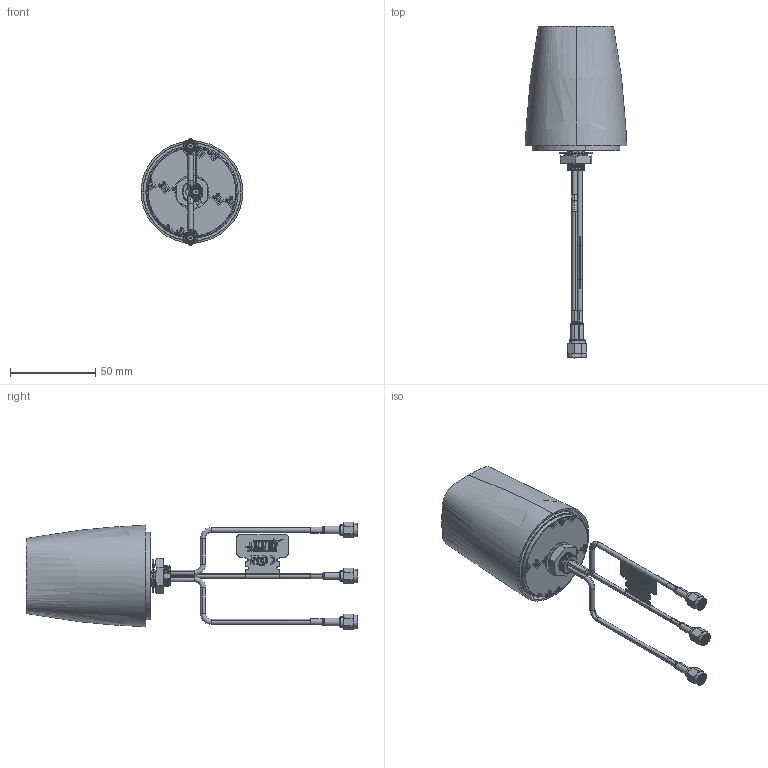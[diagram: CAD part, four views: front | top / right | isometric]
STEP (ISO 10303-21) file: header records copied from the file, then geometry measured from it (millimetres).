
FILE_DESCRIPTION (( 'STEP AP214' ), '1' );
FILE_NAME ('MA181.W.001_Web .STEP', '2024-09-24T01:54:24', ( '' ), ( '' ), 'SwSTEP 2.0', 'SolidWorks 2022', '' );
FILE_SCHEMA (( 'AUTOMOTIVE_DESIGN' ));
Length unit declared in the file: millimetre
Products named in the file (1): MA181.W.001_Web 
Bounding box: 59.37 x 194.2 x 63.04 mm (x, y, z)
Surface area: 39037.2 mm2 (no closed solid volume)
Topology: 0 solids, 82 shells, 501 faces, 3274 edges, 2842 vertices
Faces by surface type: plane 176, cylinder 161, torus 72, bspline 57, cone 35
Entity records: 72765 total; most frequent: CARTESIAN_POINT 44920, ORIENTED_EDGE 4392, DIRECTION 3719, EDGE_CURVE 3274, VERTEX_POINT 2842, LINE 1811, VECTOR 1811, AXIS2_PLACEMENT_3D 954
